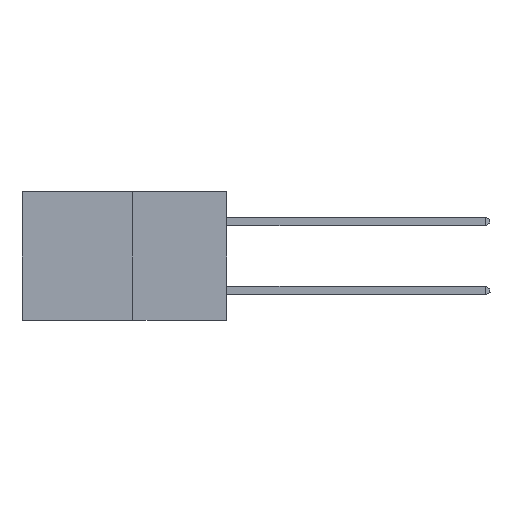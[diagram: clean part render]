
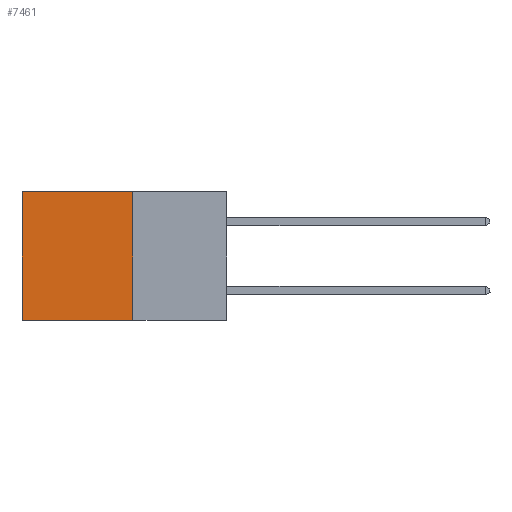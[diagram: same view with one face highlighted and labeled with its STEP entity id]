
A CAD part, left-side view. The second image highlights one B-rep face of the part: STEP entity #7461.
In plain terms, the highlighted planar face has unit normal (-1, 0, 0).
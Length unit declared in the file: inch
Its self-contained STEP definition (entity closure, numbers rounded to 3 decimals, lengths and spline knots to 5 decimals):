
#457 = EDGE_CURVE ( 'NONE', #12174, #14465, #3172, .T. ) ;
#1244 = VECTOR ( 'NONE', #6749, 39.37008 ) ;
#2435 = AXIS2_PLACEMENT_3D ( 'NONE', #21773, #23797, #11786 ) ;
#3013 = CARTESIAN_POINT ( 'NONE',  ( 0.277, 0.27, 0. ) ) ;
#3172 = LINE ( 'NONE', #21523, #23981 ) ;
#3679 = LINE ( 'NONE', #8776, #13842 ) ;
#3810 = CARTESIAN_POINT ( 'NONE',  ( 0.277, 0.59, -0.37 ) ) ;
#4320 = EDGE_CURVE ( 'NONE', #14904, #20540, #11886, .T. ) ;
#4540 = ORIENTED_EDGE ( 'NONE', *, *, #4320, .T. ) ;
#6749 = DIRECTION ( 'NONE',  ( 0., 0., -1. ) ) ;
#7461 = ADVANCED_FACE ( 'NONE', ( #17463 ), #7726, .F. ) ;
#7726 = PLANE ( 'NONE',  #2435 ) ;
#8776 = CARTESIAN_POINT ( 'NONE',  ( 0.277, 0.59, -0.37 ) ) ;
#10813 = DIRECTION ( 'NONE',  ( 0., 0., -1. ) ) ;
#11134 = EDGE_LOOP ( 'NONE', ( #18223, #17953, #24699, #4540 ) ) ;
#11495 = LINE ( 'NONE', #18828, #1244 ) ;
#11786 = DIRECTION ( 'NONE',  ( 0., 0., -1. ) ) ;
#11886 = LINE ( 'NONE', #25844, #21338 ) ;
#12174 = VERTEX_POINT ( 'NONE', #21479 ) ;
#13842 = VECTOR ( 'NONE', #10813, 39.37008 ) ;
#14465 = VERTEX_POINT ( 'NONE', #3810 ) ;
#14904 = VERTEX_POINT ( 'NONE', #3013 ) ;
#17103 = EDGE_CURVE ( 'NONE', #14904, #12174, #11495, .T. ) ;
#17463 = FACE_OUTER_BOUND ( 'NONE', #11134, .T. ) ;
#17953 = ORIENTED_EDGE ( 'NONE', *, *, #457, .F. ) ;
#18223 = ORIENTED_EDGE ( 'NONE', *, *, #19228, .T. ) ;
#18828 = CARTESIAN_POINT ( 'NONE',  ( 0.277, 0.27, -0.37 ) ) ;
#19228 = EDGE_CURVE ( 'NONE', #20540, #14465, #3679, .T. ) ;
#19383 = CARTESIAN_POINT ( 'NONE',  ( 0.277, 0.59, 0. ) ) ;
#20540 = VERTEX_POINT ( 'NONE', #19383 ) ;
#21338 = VECTOR ( 'NONE', #25766, 39.37008 ) ;
#21479 = CARTESIAN_POINT ( 'NONE',  ( 0.277, 0.27, -0.37 ) ) ;
#21523 = CARTESIAN_POINT ( 'NONE',  ( 0.277, 0.27, -0.37 ) ) ;
#21773 = CARTESIAN_POINT ( 'NONE',  ( 0.277, 0.27, -0.37 ) ) ;
#23797 = DIRECTION ( 'NONE',  ( 1., 0., 0. ) ) ;
#23944 = DIRECTION ( 'NONE',  ( 0., 1., 0. ) ) ;
#23981 = VECTOR ( 'NONE', #23944, 39.37008 ) ;
#24699 = ORIENTED_EDGE ( 'NONE', *, *, #17103, .F. ) ;
#25766 = DIRECTION ( 'NONE',  ( 0., 1., 0. ) ) ;
#25844 = CARTESIAN_POINT ( 'NONE',  ( 0.277, 0.27, 0. ) ) ;
